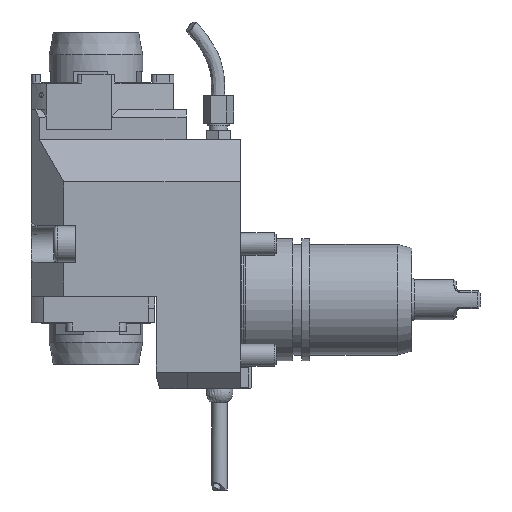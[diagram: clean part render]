
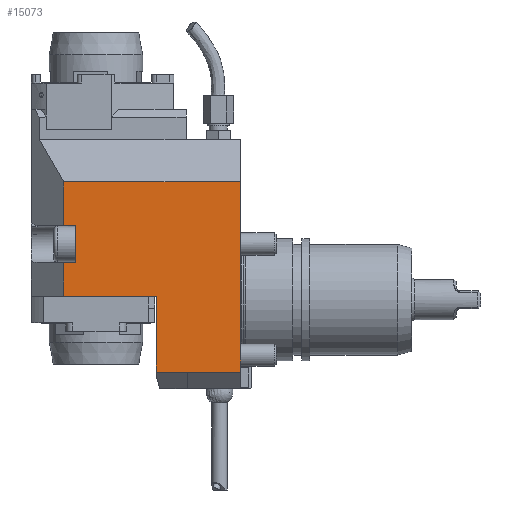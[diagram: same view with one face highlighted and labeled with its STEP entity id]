
A CAD part, left-side view. The second image highlights one B-rep face of the part: STEP entity #15073.
In plain terms, the highlighted planar face has unit normal (-1, 0, 0).
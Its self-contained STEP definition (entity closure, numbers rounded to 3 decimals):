
#2 = VERTEX_POINT ( 'NONE', #19308 ) ;
#131 = DIRECTION ( 'NONE',  ( 0., -1., 0. ) ) ;
#245 = EDGE_CURVE ( 'NONE', #10492, #28839, #25173, .T. ) ;
#284 = LINE ( 'NONE', #16230, #17941 ) ;
#400 = ORIENTED_EDGE ( 'NONE', *, *, #2269, .F. ) ;
#450 = VERTEX_POINT ( 'NONE', #4932 ) ;
#708 = CARTESIAN_POINT ( 'NONE',  ( -42., 70., 1.5 ) ) ;
#772 = VERTEX_POINT ( 'NONE', #10405 ) ;
#976 = VECTOR ( 'NONE', #27303, 1000. ) ;
#1079 = LINE ( 'NONE', #14850, #23868 ) ;
#1707 = DIRECTION ( 'NONE',  ( 0., 0., -1. ) ) ;
#2096 = VERTEX_POINT ( 'NONE', #16034 ) ;
#2212 = EDGE_CURVE ( 'NONE', #12795, #18777, #7766, .T. ) ;
#2269 = EDGE_CURVE ( 'NONE', #15057, #22560, #5223, .T. ) ;
#2468 = EDGE_CURVE ( 'NONE', #2, #13682, #4624, .T. ) ;
#2650 = ORIENTED_EDGE ( 'NONE', *, *, #13833, .F. ) ;
#2749 = LINE ( 'NONE', #18332, #3173 ) ;
#3074 = CARTESIAN_POINT ( 'NONE',  ( -42., 50., 0. ) ) ;
#3173 = VECTOR ( 'NONE', #131, 1000. ) ;
#3581 = VECTOR ( 'NONE', #18932, 1000. ) ;
#4365 = ORIENTED_EDGE ( 'NONE', *, *, #26031, .F. ) ;
#4612 = DIRECTION ( 'NONE',  ( 0., 0., -1. ) ) ;
#4624 = LINE ( 'NONE', #29207, #976 ) ;
#4755 = ORIENTED_EDGE ( 'NONE', *, *, #27773, .F. ) ;
#4932 = CARTESIAN_POINT ( 'NONE',  ( -42., 50., 16.75 ) ) ;
#5079 = CARTESIAN_POINT ( 'NONE',  ( -42., 285.671, 37.5 ) ) ;
#5162 = ORIENTED_EDGE ( 'NONE', *, *, #14929, .T. ) ;
#5207 = CARTESIAN_POINT ( 'NONE',  ( -42., 0., -32.5 ) ) ;
#5223 = LINE ( 'NONE', #5079, #15146 ) ;
#5769 = CARTESIAN_POINT ( 'NONE',  ( -42., 55.5, 1.5 ) ) ;
#6873 = ORIENTED_EDGE ( 'NONE', *, *, #2468, .T. ) ;
#7132 = DIRECTION ( 'NONE',  ( 0., -1., 0. ) ) ;
#7766 = LINE ( 'NONE', #14285, #16557 ) ;
#7979 = CARTESIAN_POINT ( 'NONE',  ( -42., -23.8, 37.5 ) ) ;
#8405 = VECTOR ( 'NONE', #9740, 1000. ) ;
#8831 = VECTOR ( 'NONE', #1707, 1000. ) ;
#9271 = EDGE_CURVE ( 'NONE', #15057, #16421, #12566, .T. ) ;
#9735 = LINE ( 'NONE', #3074, #3581 ) ;
#9740 = DIRECTION ( 'NONE',  ( 0., -1., 0. ) ) ;
#9864 = ORIENTED_EDGE ( 'NONE', *, *, #16097, .T. ) ;
#10042 = CARTESIAN_POINT ( 'NONE',  ( -42., 50., 33.25 ) ) ;
#10106 = DIRECTION ( 'NONE',  ( 0., -1., 0. ) ) ;
#10300 = LINE ( 'NONE', #14900, #8831 ) ;
#10405 = CARTESIAN_POINT ( 'NONE',  ( -42., 14., -32.5 ) ) ;
#10492 = VERTEX_POINT ( 'NONE', #16885 ) ;
#10894 = CARTESIAN_POINT ( 'NONE',  ( -42., -24., 37.5 ) ) ;
#11576 = CARTESIAN_POINT ( 'NONE',  ( -42., 41., 16.75 ) ) ;
#12198 = DIRECTION ( 'NONE',  ( 0., -1., 0. ) ) ;
#12265 = CARTESIAN_POINT ( 'NONE',  ( -42., -23.8, 52.947 ) ) ;
#12566 = LINE ( 'NONE', #17123, #25986 ) ;
#12795 = VERTEX_POINT ( 'NONE', #5207 ) ;
#13682 = VERTEX_POINT ( 'NONE', #25200 ) ;
#13833 = EDGE_CURVE ( 'NONE', #2, #16421, #1079, .T. ) ;
#13938 = VERTEX_POINT ( 'NONE', #10042 ) ;
#14285 = CARTESIAN_POINT ( 'NONE',  ( -42., 285.671, -32.5 ) ) ;
#14315 = ORIENTED_EDGE ( 'NONE', *, *, #17602, .T. ) ;
#14850 = CARTESIAN_POINT ( 'NONE',  ( -42., 0., 52.947 ) ) ;
#14900 = CARTESIAN_POINT ( 'NONE',  ( -42., 14., 1.5 ) ) ;
#14929 = EDGE_CURVE ( 'NONE', #2096, #10492, #16420, .T. ) ;
#15057 = VERTEX_POINT ( 'NONE', #7979 ) ;
#15073 = ADVANCED_FACE ( 'Defeature completata1_250', ( #18250 ), #18101, .T. ) ;
#15146 = VECTOR ( 'NONE', #25840, 1000. ) ;
#16034 = CARTESIAN_POINT ( 'NONE',  ( -42., 55.5, 16.75 ) ) ;
#16097 = EDGE_CURVE ( 'NONE', #13938, #450, #9735, .T. ) ;
#16230 = CARTESIAN_POINT ( 'NONE',  ( -42., 41., 33.25 ) ) ;
#16420 = LINE ( 'NONE', #5769, #18639 ) ;
#16421 = VERTEX_POINT ( 'NONE', #12265 ) ;
#16557 = VECTOR ( 'NONE', #12198, 1000. ) ;
#16735 = EDGE_CURVE ( 'NONE', #28839, #772, #10300, .T. ) ;
#16885 = CARTESIAN_POINT ( 'NONE',  ( -42., 55.5, 1.5 ) ) ;
#17123 = CARTESIAN_POINT ( 'NONE',  ( -42., -23.8, 72. ) ) ;
#17602 = EDGE_CURVE ( 'NONE', #772, #12795, #2749, .T. ) ;
#17941 = VECTOR ( 'NONE', #18341, 1000. ) ;
#18101 = PLANE ( 'NONE',  #22930 ) ;
#18250 = FACE_OUTER_BOUND ( 'NONE', #23782, .T. ) ;
#18332 = CARTESIAN_POINT ( 'NONE',  ( -42., 0., -32.5 ) ) ;
#18341 = DIRECTION ( 'NONE',  ( 0., 1., 0. ) ) ;
#18428 = EDGE_CURVE ( 'NONE', #22560, #18777, #22612, .T. ) ;
#18639 = VECTOR ( 'NONE', #21333, 1000. ) ;
#18777 = VERTEX_POINT ( 'NONE', #18985 ) ;
#18932 = DIRECTION ( 'NONE',  ( 0., 0., -1. ) ) ;
#18985 = CARTESIAN_POINT ( 'NONE',  ( -42., -24., -32.5 ) ) ;
#19131 = ORIENTED_EDGE ( 'NONE', *, *, #16735, .T. ) ;
#19212 = ORIENTED_EDGE ( 'NONE', *, *, #2212, .T. ) ;
#19308 = CARTESIAN_POINT ( 'NONE',  ( -42., 55.5, 52.947 ) ) ;
#21333 = DIRECTION ( 'NONE',  ( 0., 0., -1. ) ) ;
#21585 = DIRECTION ( 'NONE',  ( 0., 0., 1. ) ) ;
#22560 = VERTEX_POINT ( 'NONE', #10894 ) ;
#22612 = LINE ( 'NONE', #28977, #28816 ) ;
#22753 = VECTOR ( 'NONE', #7132, 1000. ) ;
#22930 = AXIS2_PLACEMENT_3D ( 'NONE', #27578, #24919, #4612 ) ;
#23302 = ORIENTED_EDGE ( 'NONE', *, *, #245, .T. ) ;
#23782 = EDGE_LOOP ( 'NONE', ( #14315, #19212, #28213, #400, #24976, #2650, #6873, #4365, #9864, #4755, #5162, #23302, #19131 ) ) ;
#23868 = VECTOR ( 'NONE', #10106, 1000. ) ;
#24919 = DIRECTION ( 'NONE',  ( -1., 0., 0. ) ) ;
#24976 = ORIENTED_EDGE ( 'NONE', *, *, #9271, .T. ) ;
#25173 = LINE ( 'NONE', #708, #8405 ) ;
#25200 = CARTESIAN_POINT ( 'NONE',  ( -42., 55.5, 33.25 ) ) ;
#25349 = LINE ( 'NONE', #11576, #22753 ) ;
#25840 = DIRECTION ( 'NONE',  ( 0., -1., 0. ) ) ;
#25986 = VECTOR ( 'NONE', #21585, 1000. ) ;
#26031 = EDGE_CURVE ( 'NONE', #13938, #13682, #284, .T. ) ;
#26107 = CARTESIAN_POINT ( 'NONE',  ( -42., 14., 1.5 ) ) ;
#26763 = DIRECTION ( 'NONE',  ( 0., 0., -1. ) ) ;
#27303 = DIRECTION ( 'NONE',  ( 0., 0., -1. ) ) ;
#27578 = CARTESIAN_POINT ( 'NONE',  ( -42., 285.671, 72. ) ) ;
#27773 = EDGE_CURVE ( 'NONE', #2096, #450, #25349, .T. ) ;
#28213 = ORIENTED_EDGE ( 'NONE', *, *, #18428, .F. ) ;
#28816 = VECTOR ( 'NONE', #26763, 1000. ) ;
#28839 = VERTEX_POINT ( 'NONE', #26107 ) ;
#28977 = CARTESIAN_POINT ( 'NONE',  ( -42., -24., 72. ) ) ;
#29207 = CARTESIAN_POINT ( 'NONE',  ( -42., 55.5, 1.5 ) ) ;
